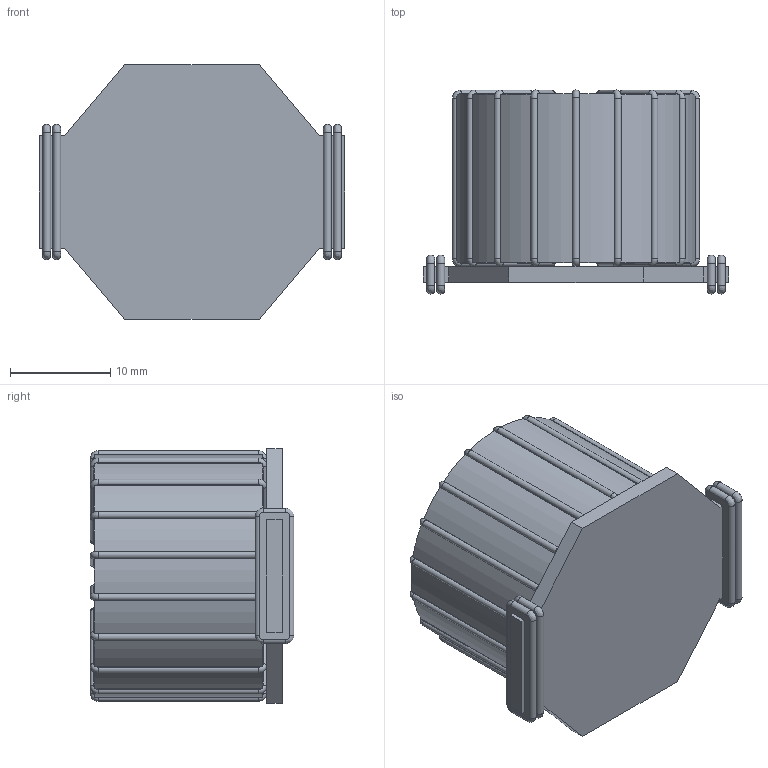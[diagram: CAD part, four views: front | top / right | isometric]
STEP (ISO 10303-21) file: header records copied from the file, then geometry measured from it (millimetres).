
FILE_DESCRIPTION((''),'2;1');
FILE_NAME('PM2120-100K-RC','2012-08-16T',('ryans'),('Bourns, Inc.'),'PRO/ENGINEER BY PARAMETRIC TECHNOLOGY CORPORATION, 2010100','PRO/ENGINEER BY PARAMETRIC TECHNOLOGY CORPORATION, 2010100','');
FILE_SCHEMA(('CONFIG_CONTROL_DESIGN'));
Length unit declared in the file: millimetre
Products named in the file (1): PM2120-100K-RC
Bounding box: 30.5 x 20.32 x 25.4 mm (x, y, z)
Volume: 6463.2 mm3; surface area: 4671.7 mm2
Topology: 2 solids, 2 shells, 430 faces, 1260 edges, 840 vertices
Faces by surface type: plane 218, cylinder 124, torus 76, bspline 12
Entity records: 15814 total; most frequent: CARTESIAN_POINT 4396, ORIENTED_EDGE 2520, DIRECTION 2376, EDGE_CURVE 1260, AXIS2_PLACEMENT_3D 986, VERTEX_POINT 840, CIRCLE 568, EDGE_LOOP 438
